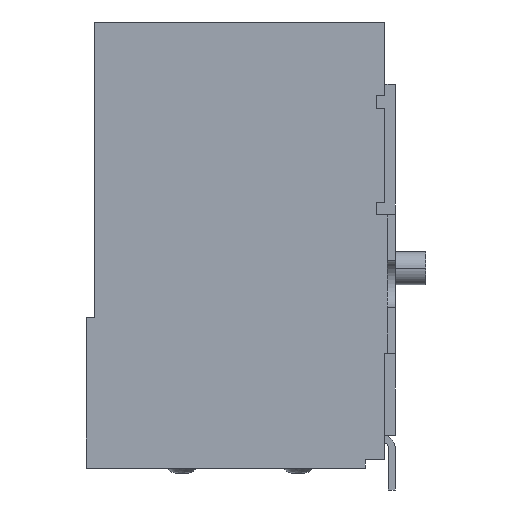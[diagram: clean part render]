
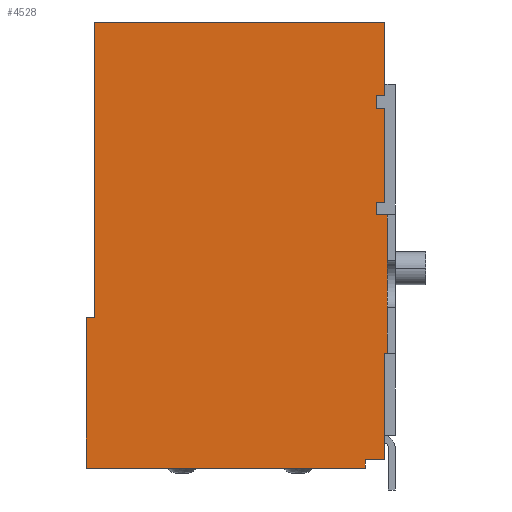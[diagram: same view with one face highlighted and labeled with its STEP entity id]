
A CAD part, left-side view. The second image highlights one B-rep face of the part: STEP entity #4528.
In plain terms, the highlighted planar face has unit normal (-1, 0, 0).
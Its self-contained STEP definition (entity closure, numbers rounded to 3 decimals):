
#84=DIRECTION('',(0.,-1.,0.));
#85=VECTOR('',#84,10.62);
#86=CARTESIAN_POINT('',(-6.02,5.31,0.));
#87=LINE('',#86,#85);
#152=DIRECTION('',(0.,0.,-1.));
#153=VECTOR('',#152,0.3);
#154=CARTESIAN_POINT('',(-6.02,-4.59,-16.));
#155=LINE('',#154,#153);
#156=DIRECTION('',(0.,1.,0.));
#157=VECTOR('',#156,10.2);
#158=CARTESIAN_POINT('',(-6.02,-4.59,-16.3));
#159=LINE('',#158,#157);
#160=DIRECTION('',(0.,0.,1.));
#161=VECTOR('',#160,5.5);
#162=CARTESIAN_POINT('',(-6.02,5.61,-16.3));
#163=LINE('',#162,#161);
#164=DIRECTION('',(0.,-1.,0.));
#165=VECTOR('',#164,0.3);
#166=CARTESIAN_POINT('',(-6.02,5.61,-10.8));
#167=LINE('',#166,#165);
#168=DIRECTION('',(0.,0.,-1.));
#169=VECTOR('',#168,10.8);
#170=CARTESIAN_POINT('',(-6.02,5.31,0.));
#171=LINE('',#170,#169);
#172=DIRECTION('',(0.,1.,0.));
#173=VECTOR('',#172,0.32);
#174=CARTESIAN_POINT('',(-6.02,-5.31,-2.7));
#175=LINE('',#174,#173);
#176=DIRECTION('',(0.,0.,-1.));
#177=VECTOR('',#176,0.45);
#178=CARTESIAN_POINT('',(-6.02,-4.99,-2.7));
#179=LINE('',#178,#177);
#180=DIRECTION('',(0.,0.,-1.));
#181=VECTOR('',#180,0.45);
#182=CARTESIAN_POINT('',(-6.02,-4.99,-6.6));
#183=LINE('',#182,#181);
#184=DIRECTION('',(0.,0.,1.));
#185=VECTOR('',#184,5.06);
#186=CARTESIAN_POINT('',(-6.02,-5.39,-12.11));
#187=LINE('',#186,#185);
#192=DIRECTION('',(0.,-1.,0.));
#193=VECTOR('',#192,0.72);
#194=CARTESIAN_POINT('',(-6.02,-4.59,-16.));
#195=LINE('',#194,#193);
#452=DIRECTION('',(0.,0.,-1.));
#453=VECTOR('',#452,2.7);
#454=CARTESIAN_POINT('',(-6.02,-5.31,0.));
#455=LINE('',#454,#453);
#500=DIRECTION('',(0.,0.,-1.));
#501=VECTOR('',#500,3.89);
#502=CARTESIAN_POINT('',(-6.02,-5.31,-12.11));
#503=LINE('',#502,#501);
#808=DIRECTION('',(0.,-1.,0.));
#809=VECTOR('',#808,0.32);
#810=CARTESIAN_POINT('',(-6.02,-4.99,-6.6));
#811=LINE('',#810,#809);
#864=DIRECTION('',(0.,-1.,0.));
#865=VECTOR('',#864,0.32);
#866=CARTESIAN_POINT('',(-6.02,-4.99,-3.15));
#867=LINE('',#866,#865);
#892=DIRECTION('',(0.,0.,1.));
#893=VECTOR('',#892,3.45);
#894=CARTESIAN_POINT('',(-6.02,-5.31,-6.6));
#895=LINE('',#894,#893);
#946=DIRECTION('',(0.,1.,0.));
#947=VECTOR('',#946,0.4);
#948=CARTESIAN_POINT('',(-6.02,-5.39,-7.05));
#949=LINE('',#948,#947);
#1052=DIRECTION('',(0.,-1.,0.));
#1053=VECTOR('',#1052,0.08);
#1054=CARTESIAN_POINT('',(-6.02,-5.31,-12.11));
#1055=LINE('',#1054,#1053);
#3345=CARTESIAN_POINT('',(-6.02,5.31,0.));
#3347=VERTEX_POINT('',#3345);
#3348=CARTESIAN_POINT('',(-6.02,-5.31,0.));
#3349=VERTEX_POINT('',#3348);
#3352=CARTESIAN_POINT('',(-6.02,-5.31,-16.));
#3354=VERTEX_POINT('',#3352);
#3356=CARTESIAN_POINT('',(-6.02,-4.59,-16.3));
#3357=CARTESIAN_POINT('',(-6.02,5.61,-16.3));
#3358=VERTEX_POINT('',#3356);
#3359=VERTEX_POINT('',#3357);
#3360=CARTESIAN_POINT('',(-6.02,5.61,-10.8));
#3361=VERTEX_POINT('',#3360);
#3368=CARTESIAN_POINT('',(-6.02,-4.59,-16.));
#3370=VERTEX_POINT('',#3368);
#3373=CARTESIAN_POINT('',(-6.02,5.31,-10.8));
#3375=VERTEX_POINT('',#3373);
#3488=CARTESIAN_POINT('',(-6.02,-5.31,-2.7));
#3489=CARTESIAN_POINT('',(-6.02,-4.99,-2.7));
#3490=VERTEX_POINT('',#3488);
#3491=VERTEX_POINT('',#3489);
#3508=CARTESIAN_POINT('',(-6.02,-4.99,-7.05));
#3509=VERTEX_POINT('',#3508);
#3526=CARTESIAN_POINT('',(-6.02,-5.31,-6.6));
#3527=VERTEX_POINT('',#3526);
#3542=CARTESIAN_POINT('',(-6.02,-5.31,-3.15));
#3543=VERTEX_POINT('',#3542);
#3549=CARTESIAN_POINT('',(-6.02,-4.99,-6.6));
#3551=VERTEX_POINT('',#3549);
#3557=CARTESIAN_POINT('',(-6.02,-4.99,-3.15));
#3559=VERTEX_POINT('',#3557);
#3600=CARTESIAN_POINT('',(-6.02,-5.39,-12.11));
#3601=CARTESIAN_POINT('',(-6.02,-5.39,-7.05));
#3602=VERTEX_POINT('',#3600);
#3603=VERTEX_POINT('',#3601);
#3608=CARTESIAN_POINT('',(-6.02,-5.31,-12.11));
#3610=VERTEX_POINT('',#3608);
#4488=CARTESIAN_POINT('',(-6.02,5.31,0.));
#4489=DIRECTION('',(-1.,0.,0.));
#4490=DIRECTION('',(0.,-1.,0.));
#4491=AXIS2_PLACEMENT_3D('',#4488,#4489,#4490);
#4492=PLANE('',#4491);
#4494=ORIENTED_EDGE('',*,*,#4493,.F.);
#4496=ORIENTED_EDGE('',*,*,#4495,.T.);
#4498=ORIENTED_EDGE('',*,*,#4497,.T.);
#4500=ORIENTED_EDGE('',*,*,#4499,.T.);
#4501=ORIENTED_EDGE('',*,*,#4479,.T.);
#4502=ORIENTED_EDGE('',*,*,#4468,.F.);
#4503=ORIENTED_EDGE('',*,*,#4415,.T.);
#4505=ORIENTED_EDGE('',*,*,#4504,.T.);
#4507=ORIENTED_EDGE('',*,*,#4506,.T.);
#4509=ORIENTED_EDGE('',*,*,#4508,.T.);
#4511=ORIENTED_EDGE('',*,*,#4510,.T.);
#4513=ORIENTED_EDGE('',*,*,#4512,.F.);
#4515=ORIENTED_EDGE('',*,*,#4514,.F.);
#4517=ORIENTED_EDGE('',*,*,#4516,.T.);
#4519=ORIENTED_EDGE('',*,*,#4518,.F.);
#4521=ORIENTED_EDGE('',*,*,#4520,.F.);
#4523=ORIENTED_EDGE('',*,*,#4522,.F.);
#4525=ORIENTED_EDGE('',*,*,#4524,.T.);
#4526=EDGE_LOOP('',(#4494,#4496,#4498,#4500,#4501,#4502,#4503,#4505,#4507,#4509,
#4511,#4513,#4515,#4517,#4519,#4521,#4523,#4525));
#4527=FACE_OUTER_BOUND('',#4526,.F.);
#4528=ADVANCED_FACE('',(#4527),#4492,.T.);
#4415=EDGE_CURVE('',#3347,#3349,#87,.T.);
#4468=EDGE_CURVE('',#3347,#3375,#171,.T.);
#4479=EDGE_CURVE('',#3361,#3375,#167,.T.);
#4493=EDGE_CURVE('',#3370,#3354,#195,.T.);
#4495=EDGE_CURVE('',#3370,#3358,#155,.T.);
#4497=EDGE_CURVE('',#3358,#3359,#159,.T.);
#4499=EDGE_CURVE('',#3359,#3361,#163,.T.);
#4504=EDGE_CURVE('',#3349,#3490,#455,.T.);
#4506=EDGE_CURVE('',#3490,#3491,#175,.T.);
#4508=EDGE_CURVE('',#3491,#3559,#179,.T.);
#4510=EDGE_CURVE('',#3559,#3543,#867,.T.);
#4512=EDGE_CURVE('',#3527,#3543,#895,.T.);
#4514=EDGE_CURVE('',#3551,#3527,#811,.T.);
#4516=EDGE_CURVE('',#3551,#3509,#183,.T.);
#4518=EDGE_CURVE('',#3603,#3509,#949,.T.);
#4520=EDGE_CURVE('',#3602,#3603,#187,.T.);
#4522=EDGE_CURVE('',#3610,#3602,#1055,.T.);
#4524=EDGE_CURVE('',#3610,#3354,#503,.T.);
